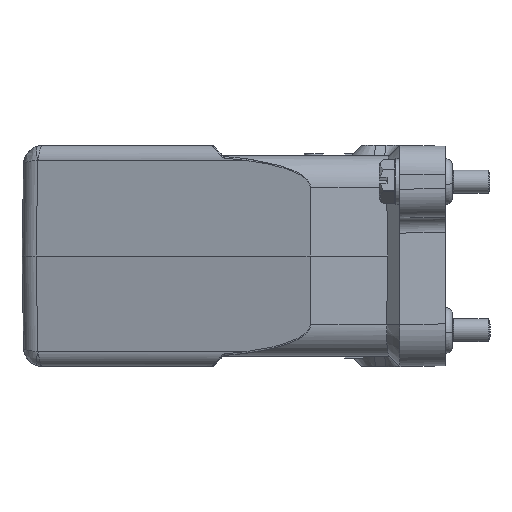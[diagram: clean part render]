
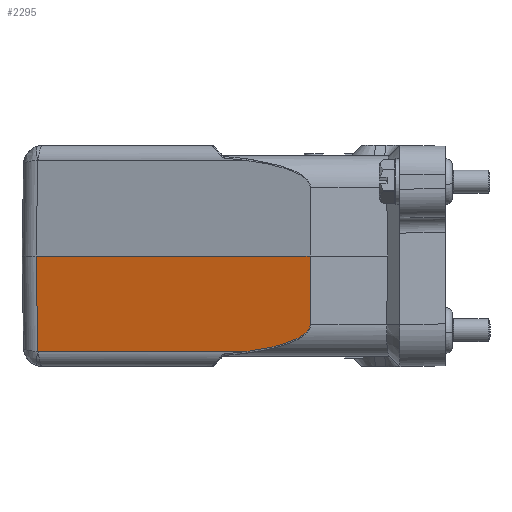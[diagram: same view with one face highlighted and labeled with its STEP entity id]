
A CAD part, left-side view. The second image highlights one B-rep face of the part: STEP entity #2295.
In plain terms, the highlighted planar face has unit normal (-0.966, 0.259, -0.018).
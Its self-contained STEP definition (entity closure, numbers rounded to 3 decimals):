
#324=PLANE('',#9414);
#1025=LINE('',#13940,#1658);
#1182=LINE('',#15015,#1815);
#1183=LINE('',#15017,#1816);
#1184=LINE('',#15024,#1817);
#1658=VECTOR('',#10358,1.);
#1815=VECTOR('',#10707,1.);
#1816=VECTOR('',#10710,1.);
#1817=VECTOR('',#10711,1.);
#2295=ADVANCED_FACE('NONE',(#2888),#324,.T.);
#2888=FACE_OUTER_BOUND('',#3415,.T.);
#3415=EDGE_LOOP('',(#4884,#4885,#4886,#4887,#4888,#4889));
#4884=ORIENTED_EDGE('',*,*,#7953,.T.);
#4885=ORIENTED_EDGE('',*,*,#7954,.T.);
#4886=ORIENTED_EDGE('',*,*,#7955,.T.);
#4887=ORIENTED_EDGE('',*,*,#7956,.F.);
#4888=ORIENTED_EDGE('',*,*,#7743,.F.);
#4889=ORIENTED_EDGE('',*,*,#7741,.F.);
#6766=VERTEX_POINT('',#13929);
#6767=VERTEX_POINT('',#13939);
#6768=VERTEX_POINT('',#13946);
#6876=VERTEX_POINT('',#15014);
#6877=VERTEX_POINT('',#15018);
#6878=VERTEX_POINT('',#15023);
#7741=EDGE_CURVE('NONE',#6766,#6767,#1025,.T.);
#7743=EDGE_CURVE('NONE',#6767,#6768,#8785,.T.);
#7953=EDGE_CURVE('NONE',#6766,#6876,#1182,.T.);
#7954=EDGE_CURVE('NONE',#6876,#6877,#1183,.T.);
#7955=EDGE_CURVE('NONE',#6877,#6878,#8829,.T.);
#7956=EDGE_CURVE('NONE',#6768,#6878,#1184,.T.);
#8785=B_SPLINE_CURVE_WITH_KNOTS('',3,(#13947,#13948,#13949,#13950,#13951,
#13952,#13953,#13954,#13955,#13956,#13957,#13958,#13959,#13960,#13961,#13962,
#13963,#13964,#13965,#13966),.UNSPECIFIED.,.F.,.F.,(4,2,2,2,2,2,2,2,2,4),
(0.,0.031,0.063,0.125,0.188,0.25,0.375,0.5,0.75,1.),.UNSPECIFIED.);
#8829=B_SPLINE_CURVE_WITH_KNOTS('',3,(#15019,#15020,#15021,#15022),
 .UNSPECIFIED.,.F.,.F.,(4,4),(0.,1.),.UNSPECIFIED.);
#9414=AXIS2_PLACEMENT_3D('',#15025,#10712,#10713);
#10358=DIRECTION('',(0.017,-0.002,-1.));
#10707=DIRECTION('',(0.259,0.966,0.));
#10710=DIRECTION('',(0.013,-0.017,-1.));
#10711=DIRECTION('',(0.259,0.966,0.));
#10712=DIRECTION('',(-0.966,0.259,-0.017));
#10713=DIRECTION('',(-0.259,-0.966,0.));
#13929=CARTESIAN_POINT('',(-61.483,35.49,0.));
#13939=CARTESIAN_POINT('',(-61.17,35.448,-17.948));
#13940=CARTESIAN_POINT('',(-61.489,35.49,0.325));
#13946=CARTESIAN_POINT('',(-56.529,52.287,-25.07));
#13947=CARTESIAN_POINT('',(-61.17,35.448,-17.948));
#13948=CARTESIAN_POINT('',(-61.166,35.448,-18.152));
#13949=CARTESIAN_POINT('',(-61.155,35.477,-18.355));
#13950=CARTESIAN_POINT('',(-61.118,35.586,-18.746));
#13951=CARTESIAN_POINT('',(-61.094,35.666,-18.933));
#13952=CARTESIAN_POINT('',(-61.006,35.957,-19.465));
#13953=CARTESIAN_POINT('',(-60.93,36.218,-19.778));
#13954=CARTESIAN_POINT('',(-60.766,36.793,-20.338));
#13955=CARTESIAN_POINT('',(-60.677,37.108,-20.587));
#13956=CARTESIAN_POINT('',(-60.492,37.767,-21.042));
#13957=CARTESIAN_POINT('',(-60.397,38.11,-21.249));
#13958=CARTESIAN_POINT('',(-60.104,39.163,-21.823));
#13959=CARTESIAN_POINT('',(-59.902,39.895,-22.146));
#13960=CARTESIAN_POINT('',(-59.493,41.384,-22.724));
#13961=CARTESIAN_POINT('',(-59.285,42.142,-22.977));
#13962=CARTESIAN_POINT('',(-58.658,44.436,-23.663));
#13963=CARTESIAN_POINT('',(-58.235,45.992,-24.024));
#13964=CARTESIAN_POINT('',(-57.384,49.126,-24.629));
#13965=CARTESIAN_POINT('',(-56.957,50.704,-24.872));
#13966=CARTESIAN_POINT('',(-56.529,52.287,-25.07));
#15014=CARTESIAN_POINT('',(-42.243,107.295,0.));
#15015=CARTESIAN_POINT('',(-41.25,111.,0.));
#15017=CARTESIAN_POINT('',(-42.243,107.295,0.));
#15018=CARTESIAN_POINT('',(-41.908,106.857,-25.04));
#15019=CARTESIAN_POINT('',(-41.908,106.857,-25.04));
#15020=CARTESIAN_POINT('',(-41.928,106.778,-25.06));
#15021=CARTESIAN_POINT('',(-41.95,106.698,-25.07));
#15022=CARTESIAN_POINT('',(-41.972,106.615,-25.07));
#15023=CARTESIAN_POINT('',(-41.972,106.615,-25.07));
#15024=CARTESIAN_POINT('',(-58.394,45.327,-25.07));
#15025=CARTESIAN_POINT('',(-41.25,111.,0.));
